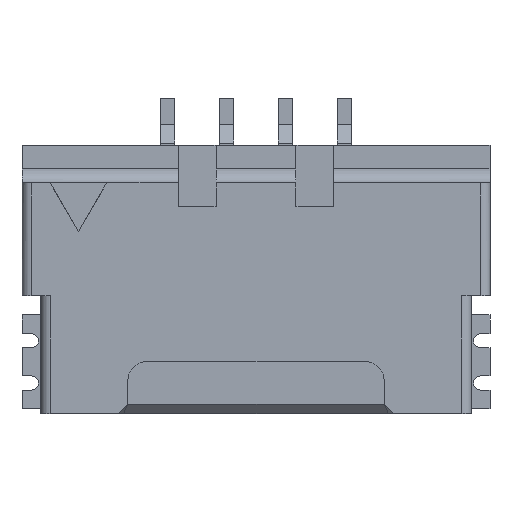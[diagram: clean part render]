
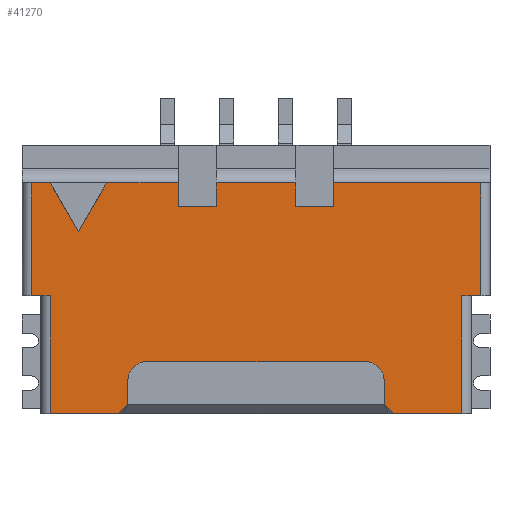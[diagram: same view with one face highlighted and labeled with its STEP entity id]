
A CAD part, top view. The second image highlights one B-rep face of the part: STEP entity #41270.
In plain terms, the highlighted planar face has unit normal (0, 0, 1).
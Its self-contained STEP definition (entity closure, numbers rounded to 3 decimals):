
#6030=CARTESIAN_POINT('',(16.567,-3.732,2.5));
#6040=VERTEX_POINT('',#6030);
#6070=CARTESIAN_POINT('',(16.567,0.,2.5));
#6080=DIRECTION('',(0.,-1.,0.));
#6090=VECTOR('',#6080,1.);
#6100=LINE('',#6070,#6090);
#6110=CARTESIAN_POINT('',(16.567,-3.232,2.5));
#6120=VERTEX_POINT('',#6110);
#6130=EDGE_CURVE('',#6120,#6040,#6100,.T.);
#7300=CARTESIAN_POINT('',(15.517,-0.071,2.5));
#7310=VERTEX_POINT('',#7300);
#7340=CARTESIAN_POINT('',(15.475,0.,2.5));
#7350=DIRECTION('',(0.5,-0.866,0.));
#7360=VECTOR('',#7350,1.);
#7370=LINE('',#7340,#7360);
#7380=CARTESIAN_POINT('',(14.917,0.968,2.5));
#7390=VERTEX_POINT('',#7380);
#7400=EDGE_CURVE('',#7390,#7310,#7370,.T.);
#15220=CARTESIAN_POINT('',(18.6,-1.699,2.5));
#15230=DIRECTION('',(-0.707,-0.707,0.));
#15240=VECTOR('',#15230,1.);
#15250=LINE('',#15220,#15240);
#15260=CARTESIAN_POINT('',(16.367,-3.932,2.5));
#15270=VERTEX_POINT('',#15260);
#15280=EDGE_CURVE('',#6040,#15270,#15250,.T.);
#15460=CARTESIAN_POINT('',(23.667,-0.05,2.5));
#15470=DIRECTION('',(-0.,1.,0.));
#15480=VECTOR('',#15470,1.);
#15490=LINE('',#15460,#15480);
#15500=CARTESIAN_POINT('',(23.667,-3.932,2.5));
#15510=VERTEX_POINT('',#15500);
#15520=CARTESIAN_POINT('',(23.667,-1.432,2.5));
#15530=VERTEX_POINT('',#15520);
#15540=EDGE_CURVE('',#15510,#15530,#15490,.T.);
#16310=CARTESIAN_POINT('',(21.617,-2.832,2.5));
#16320=VERTEX_POINT('',#16310);
#16490=CARTESIAN_POINT('',(16.967,-2.832,2.5));
#16500=VERTEX_POINT('',#16490);
#16530=CARTESIAN_POINT('',(18.6,-2.832,2.5));
#16540=DIRECTION('',(-1.,0.,0.));
#16550=VECTOR('',#16540,1.);
#16560=LINE('',#16530,#16550);
#16570=EDGE_CURVE('',#16320,#16500,#16560,.T.);
#17140=CARTESIAN_POINT('',(20.142,0.968,2.5));
#17150=VERTEX_POINT('',#17140);
#17180=CARTESIAN_POINT('',(18.6,0.968,2.5));
#17190=DIRECTION('',(1.,0.,0.));
#17200=VECTOR('',#17190,1.);
#17210=LINE('',#17180,#17200);
#17220=CARTESIAN_POINT('',(18.442,0.968,2.5));
#17230=VERTEX_POINT('',#17220);
#17240=EDGE_CURVE('',#17230,#17150,#17210,.T.);
#18320=CARTESIAN_POINT('',(17.642,0.468,2.5));
#18330=VERTEX_POINT('',#18320);
#18360=CARTESIAN_POINT('',(17.642,0.,2.5));
#18370=DIRECTION('',(0.,-1.,0.));
#18380=VECTOR('',#18370,1.);
#18390=LINE('',#18360,#18380);
#18400=CARTESIAN_POINT('',(17.642,0.968,2.5));
#18410=VERTEX_POINT('',#18400);
#18420=EDGE_CURVE('',#18410,#18330,#18390,.T.);
#20170=CARTESIAN_POINT('',(18.6,0.968,2.5));
#20180=DIRECTION('',(1.,0.,0.));
#20190=VECTOR('',#20180,1.);
#20200=LINE('',#20170,#20190);
#20210=CARTESIAN_POINT('',(16.117,0.968,2.5));
#20220=VERTEX_POINT('',#20210);
#20230=EDGE_CURVE('',#20220,#18410,#20200,.T.);
#20540=CARTESIAN_POINT('',(18.442,0.468,2.5));
#20550=VERTEX_POINT('',#20540);
#20580=CARTESIAN_POINT('',(18.6,0.468,2.5));
#20590=DIRECTION('',(-1.,0.,0.));
#20600=VECTOR('',#20590,1.);
#20610=LINE('',#20580,#20600);
#20620=EDGE_CURVE('',#20550,#18330,#20610,.T.);
#22960=CARTESIAN_POINT('',(16.967,-3.232,2.5));
#22970=DIRECTION('',(0.,0.,-1.));
#22980=DIRECTION('',(-1.,0.,0.));
#22990=AXIS2_PLACEMENT_3D('',#22960,#22970,#22980);
#23000=CIRCLE('',#22990,0.4);
#23010=EDGE_CURVE('',#6120,#16500,#23000,.T.);
#23240=CARTESIAN_POINT('',(14.517,-1.432,2.5));
#23250=VERTEX_POINT('',#23240);
#23350=CARTESIAN_POINT('',(14.517,0.968,2.5));
#23360=VERTEX_POINT('',#23350);
#23390=CARTESIAN_POINT('',(14.517,-0.05,2.5));
#23400=DIRECTION('',(0.,1.,0.));
#23410=VECTOR('',#23400,1.);
#23420=LINE('',#23390,#23410);
#23430=EDGE_CURVE('',#23250,#23360,#23420,.T.);
#24680=CARTESIAN_POINT('',(18.442,0.,2.5));
#24690=DIRECTION('',(0.,1.,0.));
#24700=VECTOR('',#24690,1.);
#24710=LINE('',#24680,#24700);
#24720=EDGE_CURVE('',#20550,#17230,#24710,.T.);
#38330=CARTESIAN_POINT('',(15.558,0.,2.5));
#38340=DIRECTION('',(0.5,0.866,0.));
#38350=VECTOR('',#38340,1.);
#38360=LINE('',#38330,#38350);
#38370=EDGE_CURVE('',#7310,#20220,#38360,.T.);
#38620=CARTESIAN_POINT('',(18.6,0.968,2.5));
#38630=DIRECTION('',(1.,0.,0.));
#38640=VECTOR('',#38630,1.);
#38650=LINE('',#38620,#38640);
#38660=EDGE_CURVE('',#23360,#7390,#38650,.T.);
#40070=CARTESIAN_POINT('',(19.551,-0.644,2.5));
#40080=DIRECTION('',(0.,0.,-1.));
#40090=DIRECTION('',(-1.,0.,0.));
#40100=AXIS2_PLACEMENT_3D('',#40070,#40080,#40090);
#40110=PLANE('',#40100);
#40120=CARTESIAN_POINT('',(24.067,-0.05,2.5));
#40130=DIRECTION('',(-0.,1.,0.));
#40140=VECTOR('',#40130,1.);
#40150=LINE('',#40120,#40140);
#40160=CARTESIAN_POINT('',(24.067,-1.432,2.5));
#40170=VERTEX_POINT('',#40160);
#40180=CARTESIAN_POINT('',(24.067,0.968,2.5));
#40190=VERTEX_POINT('',#40180);
#40200=EDGE_CURVE('',#40170,#40190,#40150,.T.);
#40210=ORIENTED_EDGE('',*,*,#40200,.T.);
#40220=CARTESIAN_POINT('',(19.984,-1.432,2.5));
#40230=DIRECTION('',(-1.,0.,0.));
#40240=VECTOR('',#40230,1.);
#40250=LINE('',#40220,#40240);
#40260=EDGE_CURVE('',#40170,#15530,#40250,.T.);
#40270=ORIENTED_EDGE('',*,*,#40260,.F.);
#40280=ORIENTED_EDGE('',*,*,#15540,.T.);
#40290=CARTESIAN_POINT('',(19.984,-3.932,2.5));
#40300=DIRECTION('',(-1.,0.,0.));
#40310=VECTOR('',#40300,1.);
#40320=LINE('',#40290,#40310);
#40330=CARTESIAN_POINT('',(22.217,-3.932,2.5));
#40340=VERTEX_POINT('',#40330);
#40350=EDGE_CURVE('',#15510,#40340,#40320,.T.);
#40360=ORIENTED_EDGE('',*,*,#40350,.F.);
#40370=CARTESIAN_POINT('',(19.984,-1.699,2.5));
#40380=DIRECTION('',(0.707,-0.707,0.));
#40390=VECTOR('',#40380,1.);
#40400=LINE('',#40370,#40390);
#40410=CARTESIAN_POINT('',(22.017,-3.732,2.5));
#40420=VERTEX_POINT('',#40410);
#40430=EDGE_CURVE('',#40420,#40340,#40400,.T.);
#40440=ORIENTED_EDGE('',*,*,#40430,.T.);
#40450=CARTESIAN_POINT('',(22.017,0.,2.5));
#40460=DIRECTION('',(0.,-1.,0.));
#40470=VECTOR('',#40460,1.);
#40480=LINE('',#40450,#40470);
#40490=CARTESIAN_POINT('',(22.017,-3.232,2.5));
#40500=VERTEX_POINT('',#40490);
#40510=EDGE_CURVE('',#40500,#40420,#40480,.T.);
#40520=ORIENTED_EDGE('',*,*,#40510,.T.);
#40530=CARTESIAN_POINT('',(21.617,-3.232,2.5));
#40540=DIRECTION('',(-0.,0.,1.));
#40550=DIRECTION('',(1.,0.,0.));
#40560=AXIS2_PLACEMENT_3D('',#40530,#40540,#40550);
#40570=CIRCLE('',#40560,0.4);
#40580=EDGE_CURVE('',#40500,#16320,#40570,.T.);
#40590=ORIENTED_EDGE('',*,*,#40580,.F.);
#40600=ORIENTED_EDGE('',*,*,#16570,.F.);
#40610=ORIENTED_EDGE('',*,*,#23010,.T.);
#40620=ORIENTED_EDGE('',*,*,#6130,.F.);
#40630=ORIENTED_EDGE('',*,*,#15280,.F.);
#40640=CARTESIAN_POINT('',(18.6,-3.932,2.5));
#40650=DIRECTION('',(1.,0.,0.));
#40660=VECTOR('',#40650,1.);
#40670=LINE('',#40640,#40660);
#40680=CARTESIAN_POINT('',(14.917,-3.932,2.5));
#40690=VERTEX_POINT('',#40680);
#40700=EDGE_CURVE('',#40690,#15270,#40670,.T.);
#40710=ORIENTED_EDGE('',*,*,#40700,.T.);
#40720=CARTESIAN_POINT('',(14.917,-0.05,2.5));
#40730=DIRECTION('',(0.,1.,0.));
#40740=VECTOR('',#40730,1.);
#40750=LINE('',#40720,#40740);
#40760=CARTESIAN_POINT('',(14.917,-1.432,2.5));
#40770=VERTEX_POINT('',#40760);
#40780=EDGE_CURVE('',#40690,#40770,#40750,.T.);
#40790=ORIENTED_EDGE('',*,*,#40780,.F.);
#40800=CARTESIAN_POINT('',(18.6,-1.432,2.5));
#40810=DIRECTION('',(1.,0.,0.));
#40820=VECTOR('',#40810,1.);
#40830=LINE('',#40800,#40820);
#40840=EDGE_CURVE('',#23250,#40770,#40830,.T.);
#40850=ORIENTED_EDGE('',*,*,#40840,.T.);
#40860=ORIENTED_EDGE('',*,*,#23430,.F.);
#40870=ORIENTED_EDGE('',*,*,#38660,.F.);
#40880=ORIENTED_EDGE('',*,*,#7400,.F.);
#40890=ORIENTED_EDGE('',*,*,#38370,.F.);
#40900=ORIENTED_EDGE('',*,*,#20230,.F.);
#40910=ORIENTED_EDGE('',*,*,#18420,.F.);
#40920=ORIENTED_EDGE('',*,*,#20620,.T.);
#40930=ORIENTED_EDGE('',*,*,#24720,.F.);
#40940=ORIENTED_EDGE('',*,*,#17240,.F.);
#40950=CARTESIAN_POINT('',(20.142,0.,2.5));
#40960=DIRECTION('',(-0.,1.,0.));
#40970=VECTOR('',#40960,1.);
#40980=LINE('',#40950,#40970);
#40990=CARTESIAN_POINT('',(20.142,0.468,2.5));
#41000=VERTEX_POINT('',#40990);
#41010=EDGE_CURVE('',#41000,#17150,#40980,.T.);
#41020=ORIENTED_EDGE('',*,*,#41010,.T.);
#41030=CARTESIAN_POINT('',(19.984,0.468,2.5));
#41040=DIRECTION('',(1.,0.,0.));
#41050=VECTOR('',#41040,1.);
#41060=LINE('',#41030,#41050);
#41070=CARTESIAN_POINT('',(20.942,0.468,2.5));
#41080=VERTEX_POINT('',#41070);
#41090=EDGE_CURVE('',#41000,#41080,#41060,.T.);
#41100=ORIENTED_EDGE('',*,*,#41090,.F.);
#41110=CARTESIAN_POINT('',(20.942,0.,2.5));
#41120=DIRECTION('',(0.,-1.,0.));
#41130=VECTOR('',#41120,1.);
#41140=LINE('',#41110,#41130);
#41150=CARTESIAN_POINT('',(20.942,0.968,2.5));
#41160=VERTEX_POINT('',#41150);
#41170=EDGE_CURVE('',#41160,#41080,#41140,.T.);
#41180=ORIENTED_EDGE('',*,*,#41170,.T.);
#41190=CARTESIAN_POINT('',(18.6,0.968,2.5));
#41200=DIRECTION('',(-1.,0.,0.));
#41210=VECTOR('',#41200,1.);
#41220=LINE('',#41190,#41210);
#41230=EDGE_CURVE('',#40190,#41160,#41220,.T.);
#41240=ORIENTED_EDGE('',*,*,#41230,.T.);
#41250=EDGE_LOOP('',(#41240,#41180,#41100,#41020,#40940,#40930,#40920,
#40910,#40900,#40890,#40880,#40870,#40860,#40850,#40790,#40710,#40630,
#40620,#40610,#40600,#40590,#40520,#40440,#40360,#40280,#40270,#40210));
#41260=FACE_OUTER_BOUND('',#41250,.T.);
#41270=ADVANCED_FACE('',(#41260),#40110,.F.);
